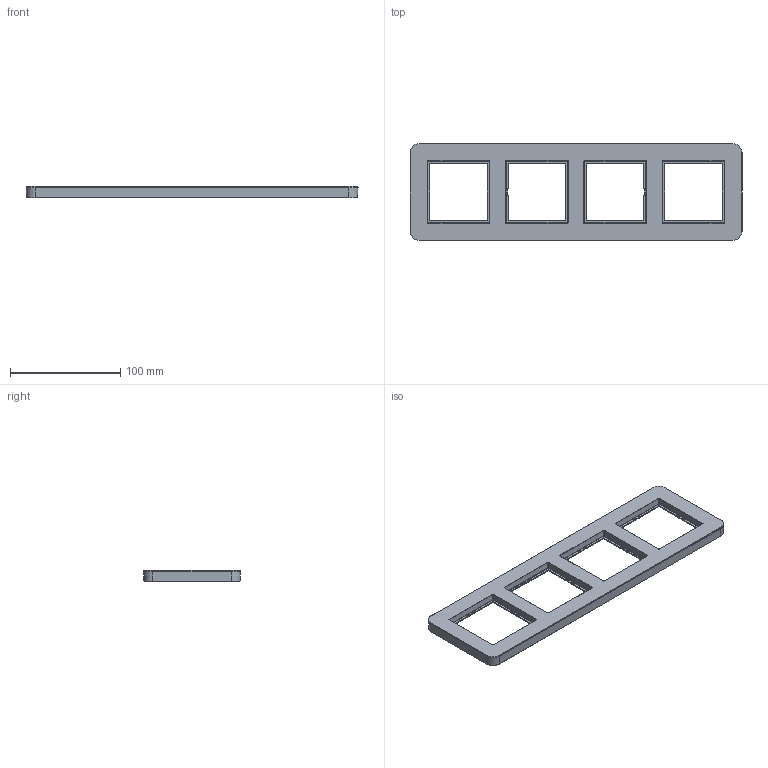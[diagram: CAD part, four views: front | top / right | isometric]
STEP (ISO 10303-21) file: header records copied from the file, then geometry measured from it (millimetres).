
FILE_DESCRIPTION((''),'2;1');
FILE_NAME('WAD9400_GEN_ASM','2025-03-19T10:28:04',('andolfs'),(''),'CREO PARAMETRIC BY PTC INC, 2023154','CREO PARAMETRIC BY PTC INC, 2023154','');
FILE_SCHEMA(('CONFIG_CONTROL_DESIGN','SHAPE_APPEARANCE_LAYERS_GROUPS'));
Products named in the file (3): W4G0110_18; W1A2435_GEN; WAD9400_GEN_ASM
Assembly tree (2 placements, depth 2):
  WAD9400_GEN_ASM
    W4G0110_18
    W1A2435_GEN
Bounding box: 301 x 88 x 10 mm (x, y, z)
Volume: 44107.9 mm3; surface area: 55147.1 mm2
Topology: 1 solids, 1 shells, 2958 faces, 7813 edges, 5036 vertices
Faces by surface type: plane 1055, extrusion 806, bspline 533, cylinder 446, torus 58, cone 44, revolution 16
Entity records: 165589 total; most frequent: CARTESIAN_POINT 76188, ORIENTED_EDGE 15626, DIRECTION 9796, EDGE_CURVE 7813, VERTEX_POINT 5036, VECTOR 4900, LINE 4094, PRESENTATION_STYLE_ASSIGNMENT 3780
